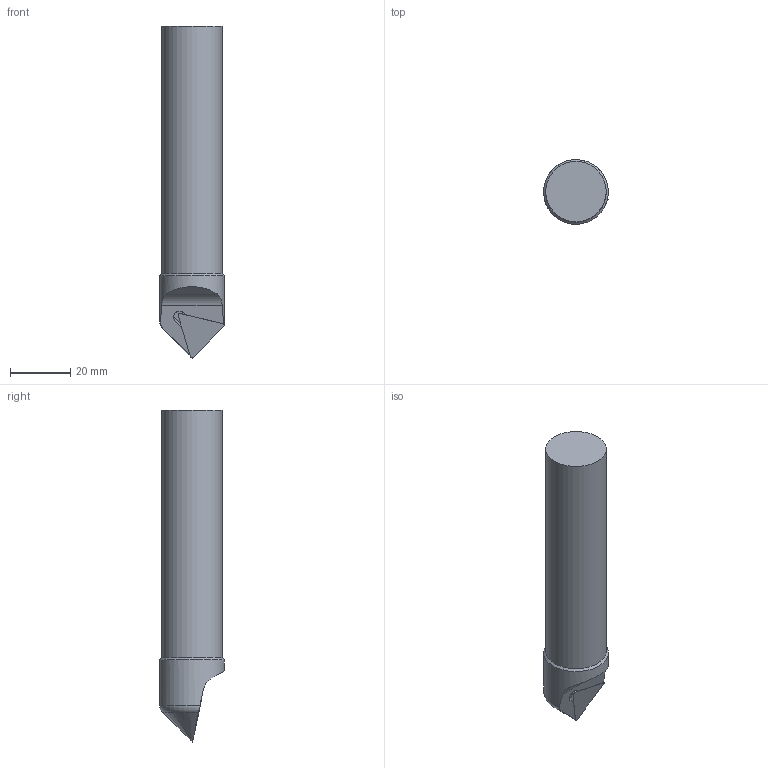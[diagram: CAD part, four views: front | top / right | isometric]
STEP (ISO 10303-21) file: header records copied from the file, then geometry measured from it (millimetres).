
FILE_DESCRIPTION((''),'1');
FILE_NAME('ST20-CN0220-45-110.stp','2019-02-21T01:35:06',(''),(''),'Spatial Interop R21 SP3','Kubotek KeyCreator 2011 V10.0.2 (22737)',' ');
FILE_SCHEMA(('automotive_design'));
Length unit declared in the file: millimetre
Products named in the file (2): 240[2]
Bounding box: 21.37 x 21.4 x 109.8 mm (x, y, z)
Volume: 31499.7 mm3; surface area: 7425.2 mm2
Topology: 2 solids, 2 shells, 31 faces, 87 edges, 60 vertices
Faces by surface type: plane 20, cylinder 4, bspline 3, torus 2, cone 2
Full cylindrical faces by diameter (mm): 20 x1, 21.4 x1
Entity records: 2034 total; most frequent: CARTESIAN_POINT 467, ORIENTED_EDGE 164, PRESENTATION_STYLE_ASSIGNMENT 148, COLOUR_RGB 148, DIRECTION 129, STYLED_ITEM 115, CURVE_STYLE 115, DRAUGHTING_PRE_DEFINED_CURVE_FONT 115
